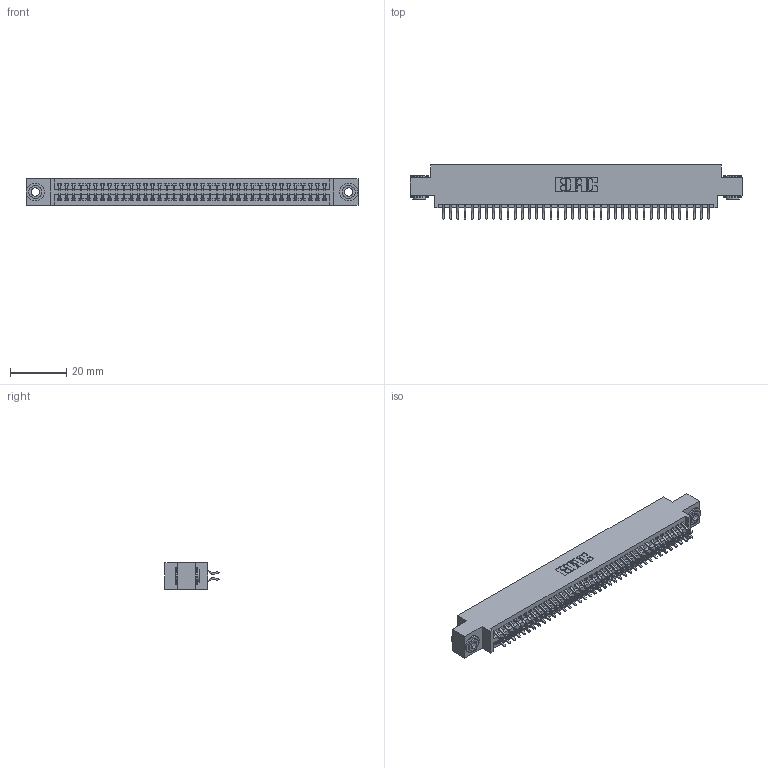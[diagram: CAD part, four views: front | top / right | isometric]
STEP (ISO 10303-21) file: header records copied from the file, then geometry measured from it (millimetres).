
FILE_DESCRIPTION (( 'STEP AP203' ), '1' );
FILE_NAME ('345-076-556-803.STEP', '2019-10-31T13:37:39', ( '' ), ( '' ), 'SwSTEP 2.0', 'SolidWorks 2016', '' );
FILE_SCHEMA (( 'CONFIG_CONTROL_DESIGN' ));
Length unit declared in the file: inch
Products named in the file (4): 345 Part_0.170 Offset - 0.156 Dia-TH; 345-076-556-803; 345-292-001_556 Tail; 345-250-002_345-250-002-102
Assembly tree (79 placements, depth 2):
  345-076-556-803
    345 Part_0.170 Offset - 0.156 Dia-TH
    345-292-001_556 Tail  x76
    345-250-002_345-250-002-102  x2
Bounding box: 117.73 x 19.24 x 9.4 mm (x, y, z)
Volume: 11302.2 mm3; surface area: 16910.9 mm2
Topology: 79 solids, 79 shells, 4424 faces, 13121 edges, 8642 vertices
Faces by surface type: plane 2906, cylinder 1510, cone 8
Entity records: 31356 total; most frequent: CARTESIAN_POINT 5251, ORIENTED_EDGE 5166, DIRECTION 4653, EDGE_CURVE 2583, LINE 2267, VECTOR 2267, VERTEX_POINT 1718, AXIS2_PLACEMENT_3D 1193
